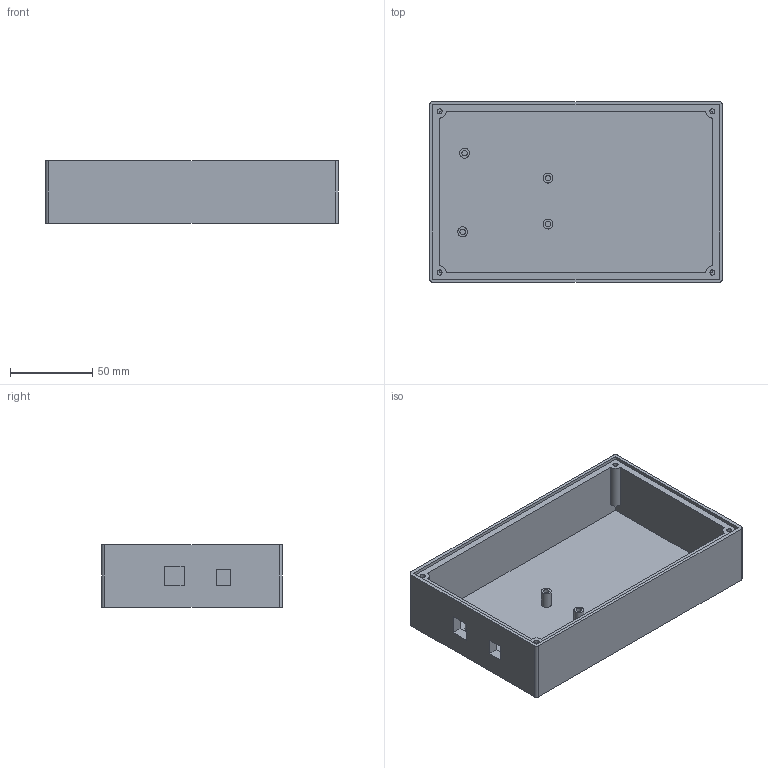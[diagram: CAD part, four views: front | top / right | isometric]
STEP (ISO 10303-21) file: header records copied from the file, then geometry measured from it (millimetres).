
FILE_DESCRIPTION(/* description */ ('','CAx-IF Rec.Pracs.---Representation and Presentation of Product Manufacturing Information (PMI)---4.0---2014-10-13'),/* implementation_level */ '2;1');
FILE_NAME(/* name */ 'base.stp',/* time_stamp */ '2021-09-17T04:40:26-05:00',/* author */ ('Usuario'),/* organization */ (''),/* preprocessor_version */ 'ST-DEVELOPER v17',/* originating_system */ 'Autodesk Inventor 2018',/* authorisation */ '');
FILE_SCHEMA (('AP242_MANAGED_MODEL_BASED_3D_ENGINEERING_MIM_LF { 1 0 10303 442 1 1 4 }'));
Length unit declared in the file: millimetre
Products named in the file (1): base
Bounding box: 178 x 110 x 38 mm (x, y, z)
Volume: 153842.4 mm3; surface area: 82219.5 mm2
Topology: 1 solids, 1 shells, 60 faces, 155 edges, 103 vertices
Faces by surface type: plane 40, cylinder 20
Full cylindrical faces by diameter (mm): 3.1 x4, 3.248 x1, 3.3 x1, 3.307 x1, 3.424 x1, 6 x4
Entity records: 2022 total; most frequent: DIRECTION 358, CARTESIAN_POINT 344, ORIENTED_EDGE 310, EDGE_CURVE 155, AXIS2_PLACEMENT_3D 129, LINE 108, VECTOR 108, VERTEX_POINT 103
